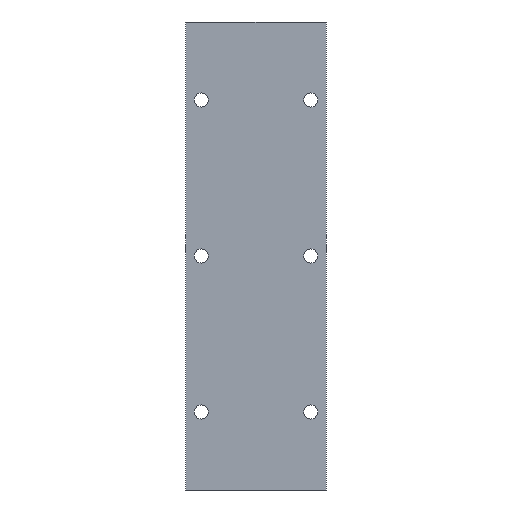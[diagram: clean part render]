
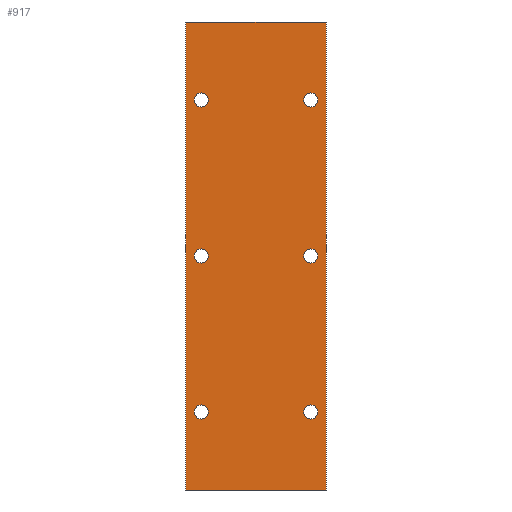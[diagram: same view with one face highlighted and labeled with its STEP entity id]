
A CAD part, front view. The second image highlights one B-rep face of the part: STEP entity #917.
In plain terms, the highlighted planar face has unit normal (0, -1, 0).
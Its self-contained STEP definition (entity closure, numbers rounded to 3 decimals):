
#2 = CARTESIAN_POINT ( 'NONE',  ( 5., 0., 77.25 ) ) ;
#8 = DIRECTION ( 'NONE',  ( 0., 1., 0. ) ) ;
#36 = CARTESIAN_POINT ( 'NONE',  ( 40., 0., 75. ) ) ;
#38 = VERTEX_POINT ( 'NONE', #1166 ) ;
#40 = EDGE_CURVE ( 'NONE', #1265, #111, #968, .T. ) ;
#43 = CIRCLE ( 'NONE', #910, 2.25 ) ;
#65 = AXIS2_PLACEMENT_3D ( 'NONE', #36, #851, #860 ) ;
#74 = EDGE_CURVE ( 'NONE', #1258, #755, #291, .T. ) ;
#85 = EDGE_CURVE ( 'NONE', #111, #1265, #43, .T. ) ;
#103 = LINE ( 'NONE', #315, #864 ) ;
#111 = VERTEX_POINT ( 'NONE', #896 ) ;
#127 = CARTESIAN_POINT ( 'NONE',  ( 0., 0., 150. ) ) ;
#130 = CARTESIAN_POINT ( 'NONE',  ( 5., 0., 125. ) ) ;
#158 = PLANE ( 'NONE',  #639 ) ;
#159 = CARTESIAN_POINT ( 'NONE',  ( 40., 0., 75. ) ) ;
#160 = VERTEX_POINT ( 'NONE', #822 ) ;
#164 = DIRECTION ( 'NONE',  ( 0., 1., 0. ) ) ;
#166 = CARTESIAN_POINT ( 'NONE',  ( 5., 0., 75. ) ) ;
#192 = DIRECTION ( 'NONE',  ( 0., 0., 1. ) ) ;
#201 = CIRCLE ( 'NONE', #1220, 2.25 ) ;
#231 = DIRECTION ( 'NONE',  ( 0., 1., 0. ) ) ;
#236 = CARTESIAN_POINT ( 'NONE',  ( 40., 0., 25. ) ) ;
#246 = CIRCLE ( 'NONE', #65, 2.25 ) ;
#251 = EDGE_LOOP ( 'NONE', ( #876, #377 ) ) ;
#254 = EDGE_LOOP ( 'NONE', ( #787, #1029 ) ) ;
#261 = EDGE_LOOP ( 'NONE', ( #268, #1239 ) ) ;
#264 = FACE_BOUND ( 'NONE', #567, .T. ) ;
#268 = ORIENTED_EDGE ( 'NONE', *, *, #270, .T. ) ;
#270 = EDGE_CURVE ( 'NONE', #1075, #1233, #532, .T. ) ;
#272 = CARTESIAN_POINT ( 'NONE',  ( 5., 0., 75. ) ) ;
#279 = EDGE_CURVE ( 'NONE', #160, #1156, #1045, .T. ) ;
#281 = DIRECTION ( 'NONE',  ( 0., 0., 1. ) ) ;
#283 = CIRCLE ( 'NONE', #743, 2.25 ) ;
#291 = LINE ( 'NONE', #386, #1134 ) ;
#292 = EDGE_CURVE ( 'NONE', #38, #965, #103, .T. ) ;
#314 = CARTESIAN_POINT ( 'NONE',  ( 40., 0., 25. ) ) ;
#315 = CARTESIAN_POINT ( 'NONE',  ( 0., 0., 150. ) ) ;
#329 = CARTESIAN_POINT ( 'NONE',  ( 45., 0., 0. ) ) ;
#353 = FACE_BOUND ( 'NONE', #715, .T. ) ;
#356 = EDGE_CURVE ( 'NONE', #1246, #987, #1151, .T. ) ;
#360 = CIRCLE ( 'NONE', #971, 2.25 ) ;
#369 = DIRECTION ( 'NONE',  ( 0., 1., 0. ) ) ;
#372 = ORIENTED_EDGE ( 'NONE', *, *, #1211, .T. ) ;
#377 = ORIENTED_EDGE ( 'NONE', *, *, #793, .T. ) ;
#386 = CARTESIAN_POINT ( 'NONE',  ( 0., 0., 0. ) ) ;
#388 = AXIS2_PLACEMENT_3D ( 'NONE', #808, #403, #1093 ) ;
#397 = LINE ( 'NONE', #428, #786 ) ;
#403 = DIRECTION ( 'NONE',  ( 0., 1., 0. ) ) ;
#405 = CARTESIAN_POINT ( 'NONE',  ( 40., 0., 127.25 ) ) ;
#407 = AXIS2_PLACEMENT_3D ( 'NONE', #166, #369, #281 ) ;
#409 = CARTESIAN_POINT ( 'NONE',  ( 5., 0., 122.75 ) ) ;
#414 = DIRECTION ( 'NONE',  ( 0., 1., 0. ) ) ;
#427 = AXIS2_PLACEMENT_3D ( 'NONE', #130, #8, #702 ) ;
#428 = CARTESIAN_POINT ( 'NONE',  ( 45., 0., 150. ) ) ;
#432 = VERTEX_POINT ( 'NONE', #1032 ) ;
#434 = DIRECTION ( 'NONE',  ( 0., 0., 1. ) ) ;
#442 = CARTESIAN_POINT ( 'NONE',  ( 0., 0., 150. ) ) ;
#458 = FACE_BOUND ( 'NONE', #254, .T. ) ;
#495 = ORIENTED_EDGE ( 'NONE', *, *, #292, .F. ) ;
#498 = CARTESIAN_POINT ( 'NONE',  ( 40., 0., 125. ) ) ;
#504 = CARTESIAN_POINT ( 'NONE',  ( 5., 0., 25. ) ) ;
#532 = CIRCLE ( 'NONE', #427, 2.25 ) ;
#541 = FACE_BOUND ( 'NONE', #1168, .T. ) ;
#543 = VERTEX_POINT ( 'NONE', #675 ) ;
#547 = DIRECTION ( 'NONE',  ( 0., 0., 1. ) ) ;
#549 = EDGE_CURVE ( 'NONE', #1156, #160, #703, .T. ) ;
#559 = DIRECTION ( 'NONE',  ( 0., 1., 0. ) ) ;
#560 = DIRECTION ( 'NONE',  ( 1., 0., 0. ) ) ;
#562 = ORIENTED_EDGE ( 'NONE', *, *, #881, .T. ) ;
#567 = EDGE_LOOP ( 'NONE', ( #1128, #1141 ) ) ;
#583 = VERTEX_POINT ( 'NONE', #868 ) ;
#598 = DIRECTION ( 'NONE',  ( 0., 0., 1. ) ) ;
#609 = EDGE_CURVE ( 'NONE', #432, #583, #283, .T. ) ;
#639 = AXIS2_PLACEMENT_3D ( 'NONE', #442, #559, #842 ) ;
#675 = CARTESIAN_POINT ( 'NONE',  ( 40., 0., 22.75 ) ) ;
#678 = CIRCLE ( 'NONE', #723, 2.25 ) ;
#679 = CARTESIAN_POINT ( 'NONE',  ( 5., 0., 125. ) ) ;
#681 = CIRCLE ( 'NONE', #388, 2.25 ) ;
#689 = DIRECTION ( 'NONE',  ( 0., 1., 0. ) ) ;
#693 = CARTESIAN_POINT ( 'NONE',  ( 0., 0., 0. ) ) ;
#701 = CARTESIAN_POINT ( 'NONE',  ( 5., 0., 127.25 ) ) ;
#702 = DIRECTION ( 'NONE',  ( 0., 0., 1. ) ) ;
#703 = CIRCLE ( 'NONE', #1096, 2.25 ) ;
#715 = EDGE_LOOP ( 'NONE', ( #562, #887 ) ) ;
#722 = EDGE_CURVE ( 'NONE', #38, #1258, #1025, .T. ) ;
#723 = AXIS2_PLACEMENT_3D ( 'NONE', #679, #1195, #598 ) ;
#731 = DIRECTION ( 'NONE',  ( 0., 0., -1. ) ) ;
#743 = AXIS2_PLACEMENT_3D ( 'NONE', #504, #918, #1103 ) ;
#755 = VERTEX_POINT ( 'NONE', #329 ) ;
#757 = FACE_BOUND ( 'NONE', #261, .T. ) ;
#760 = EDGE_CURVE ( 'NONE', #980, #543, #201, .T. ) ;
#762 = VECTOR ( 'NONE', #900, 1000. ) ;
#768 = DIRECTION ( 'NONE',  ( 0., 0., 1. ) ) ;
#773 = CARTESIAN_POINT ( 'NONE',  ( 45., 0., 150. ) ) ;
#780 = AXIS2_PLACEMENT_3D ( 'NONE', #907, #414, #811 ) ;
#786 = VECTOR ( 'NONE', #731, 1000. ) ;
#787 = ORIENTED_EDGE ( 'NONE', *, *, #549, .T. ) ;
#793 = EDGE_CURVE ( 'NONE', #543, #980, #360, .T. ) ;
#808 = CARTESIAN_POINT ( 'NONE',  ( 5., 0., 25. ) ) ;
#811 = DIRECTION ( 'NONE',  ( 0., 0., 1. ) ) ;
#822 = CARTESIAN_POINT ( 'NONE',  ( 40., 0., 122.75 ) ) ;
#842 = DIRECTION ( 'NONE',  ( 0., 0., 1. ) ) ;
#843 = DIRECTION ( 'NONE',  ( 0., 1., 0. ) ) ;
#851 = DIRECTION ( 'NONE',  ( 0., 1., 0. ) ) ;
#860 = DIRECTION ( 'NONE',  ( 0., 0., 1. ) ) ;
#864 = VECTOR ( 'NONE', #560, 1000. ) ;
#868 = CARTESIAN_POINT ( 'NONE',  ( 5., 0., 27.25 ) ) ;
#870 = DIRECTION ( 'NONE',  ( 1., 0., 0. ) ) ;
#876 = ORIENTED_EDGE ( 'NONE', *, *, #760, .T. ) ;
#881 = EDGE_CURVE ( 'NONE', #987, #1246, #246, .T. ) ;
#887 = ORIENTED_EDGE ( 'NONE', *, *, #356, .T. ) ;
#896 = CARTESIAN_POINT ( 'NONE',  ( 5., 0., 72.75 ) ) ;
#900 = DIRECTION ( 'NONE',  ( 0., 0., -1. ) ) ;
#907 = CARTESIAN_POINT ( 'NONE',  ( 40., 0., 125. ) ) ;
#910 = AXIS2_PLACEMENT_3D ( 'NONE', #272, #689, #192 ) ;
#913 = DIRECTION ( 'NONE',  ( 0., 1., 0. ) ) ;
#917 = ADVANCED_FACE ( 'NONE', ( #458, #757, #353, #264, #1149, #541, #1051 ), #158, .F. ) ;
#918 = DIRECTION ( 'NONE',  ( 0., 1., 0. ) ) ;
#965 = VERTEX_POINT ( 'NONE', #773 ) ;
#968 = CIRCLE ( 'NONE', #407, 2.25 ) ;
#971 = AXIS2_PLACEMENT_3D ( 'NONE', #314, #913, #1008 ) ;
#980 = VERTEX_POINT ( 'NONE', #1163 ) ;
#987 = VERTEX_POINT ( 'NONE', #1062 ) ;
#1008 = DIRECTION ( 'NONE',  ( 0., 0., 1. ) ) ;
#1013 = AXIS2_PLACEMENT_3D ( 'NONE', #159, #843, #547 ) ;
#1025 = LINE ( 'NONE', #127, #762 ) ;
#1029 = ORIENTED_EDGE ( 'NONE', *, *, #279, .T. ) ;
#1031 = EDGE_CURVE ( 'NONE', #1233, #1075, #678, .T. ) ;
#1032 = CARTESIAN_POINT ( 'NONE',  ( 5., 0., 22.75 ) ) ;
#1045 = CIRCLE ( 'NONE', #780, 2.25 ) ;
#1051 = FACE_OUTER_BOUND ( 'NONE', #1197, .T. ) ;
#1060 = ORIENTED_EDGE ( 'NONE', *, *, #74, .T. ) ;
#1062 = CARTESIAN_POINT ( 'NONE',  ( 40., 0., 77.25 ) ) ;
#1075 = VERTEX_POINT ( 'NONE', #701 ) ;
#1086 = CARTESIAN_POINT ( 'NONE',  ( 40., 0., 72.75 ) ) ;
#1093 = DIRECTION ( 'NONE',  ( 0., 0., 1. ) ) ;
#1096 = AXIS2_PLACEMENT_3D ( 'NONE', #498, #164, #768 ) ;
#1103 = DIRECTION ( 'NONE',  ( 0., 0., 1. ) ) ;
#1114 = ORIENTED_EDGE ( 'NONE', *, *, #609, .T. ) ;
#1128 = ORIENTED_EDGE ( 'NONE', *, *, #40, .T. ) ;
#1134 = VECTOR ( 'NONE', #870, 1000. ) ;
#1141 = ORIENTED_EDGE ( 'NONE', *, *, #85, .T. ) ;
#1149 = FACE_BOUND ( 'NONE', #251, .T. ) ;
#1151 = CIRCLE ( 'NONE', #1013, 2.25 ) ;
#1156 = VERTEX_POINT ( 'NONE', #405 ) ;
#1163 = CARTESIAN_POINT ( 'NONE',  ( 40., 0., 27.25 ) ) ;
#1166 = CARTESIAN_POINT ( 'NONE',  ( 0., 0., 150. ) ) ;
#1168 = EDGE_LOOP ( 'NONE', ( #372, #1114 ) ) ;
#1195 = DIRECTION ( 'NONE',  ( 0., 1., 0. ) ) ;
#1197 = EDGE_LOOP ( 'NONE', ( #1060, #1262, #495, #1293 ) ) ;
#1211 = EDGE_CURVE ( 'NONE', #583, #432, #681, .T. ) ;
#1220 = AXIS2_PLACEMENT_3D ( 'NONE', #236, #231, #434 ) ;
#1233 = VERTEX_POINT ( 'NONE', #409 ) ;
#1239 = ORIENTED_EDGE ( 'NONE', *, *, #1031, .T. ) ;
#1246 = VERTEX_POINT ( 'NONE', #1086 ) ;
#1258 = VERTEX_POINT ( 'NONE', #693 ) ;
#1262 = ORIENTED_EDGE ( 'NONE', *, *, #1282, .F. ) ;
#1265 = VERTEX_POINT ( 'NONE', #2 ) ;
#1282 = EDGE_CURVE ( 'NONE', #965, #755, #397, .T. ) ;
#1293 = ORIENTED_EDGE ( 'NONE', *, *, #722, .T. ) ;
